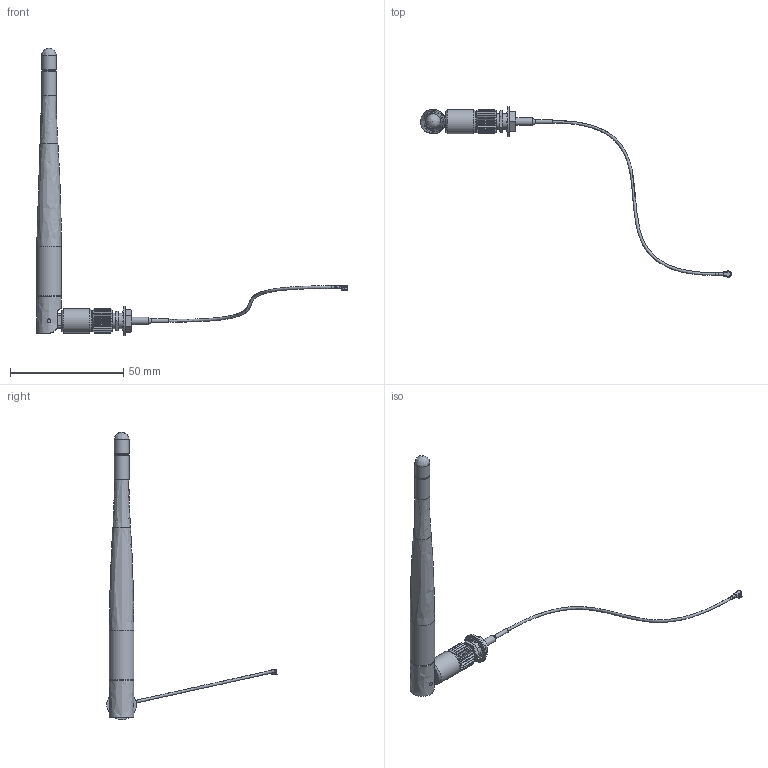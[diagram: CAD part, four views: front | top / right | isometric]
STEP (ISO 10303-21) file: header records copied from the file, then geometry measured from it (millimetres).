
FILE_DESCRIPTION(('FreeCAD Model'),'2;1');
FILE_NAME('Open CASCADE Shape Model','2025-05-05T04:38:59',('FreeCAD'),( 'FreeCAD'),'Open CASCADE STEP processor 7.6','FreeCAD','Unknown');
FILE_SCHEMA(('AUTOMOTIVE_DESIGN { 1 0 10303 214 1 1 1 1 }'));
Length unit declared in the file: millimetre
Products named in the file (1): Open CASCADE STEP translator 7.6 1
Bounding box: 137.31 x 75.34 x 127.03 mm (x, y, z)
Volume: 10810.1 mm3; surface area: 7187.9 mm2
Topology: 14 solids, 14 shells, 360 faces, 913 edges, 581 vertices
Faces by surface type: bspline 360
Entity records: 12774 total; most frequent: CARTESIAN_POINT 7631, ORIENTED_EDGE 1816, EDGE_CURVE 908, VERTEX_POINT 579, B_SPLINE_CURVE_WITH_KNOTS 491, FACE_BOUND 384, EDGE_LOOP 384, ADVANCED_FACE 360
